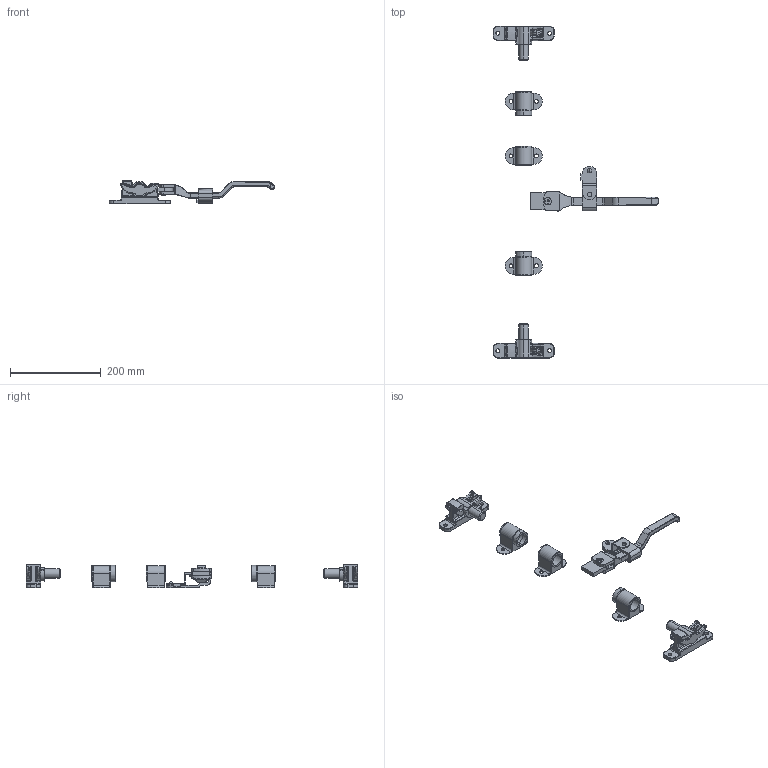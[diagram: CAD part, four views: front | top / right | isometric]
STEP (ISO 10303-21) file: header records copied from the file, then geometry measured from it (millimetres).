
FILE_DESCRIPTION (( 'STEP AP203' ), '1' );
FILE_NAME ('FA-1810-2A.STEP', '2018-12-20T05:24:06', ( '' ), ( '' ), 'SwSTEP 2.0', 'SolidWorks 2014', '' );
FILE_SCHEMA (( 'CONFIG_CONTROL_DESIGN' ));
Length unit declared in the file: millimetre
Products named in the file (13): FA-1810-2掛金_; FA-1810リング_; 廫帤寠晅嶮偹偠M8_M8亊25; FA-1810-2フック_; FA-1810僈僀僪僀儞僫乕_; FA-1810-2ベース_; FA-1810-2僷僀僾僗僥乕_; FA-1810-2A; FA-1810-2僴儞僪儖_ ; FA-1810-2A僷僀僾僈僀僪; FA-1810-2儕儀僢僩_; FA-1810-2僉乕僷乕_; FA-1810僷僀僾僈僀僪_
Assembly tree (17 placements, depth 3):
  FA-1810-2A
    FA-1810-2A僷僀僾僈僀僪  x3
      FA-1810僷僀僾僈僀僪_
      FA-1810僈僀僪僀儞僫乕_
    FA-1810リング_  x2
    FA-1810-2僷僀僾僗僥乕_
    FA-1810-2僉乕僷乕_  x2
    FA-1810-2フック_  x2
    FA-1810-2僴儞僪儖_ 
    FA-1810-2掛金_
    FA-1810-2ベース_
    FA-1810-2儕儀僢僩_
    廫帤寠晅嶮偹偠M8_M8亊25
Bounding box: 364.34 x 731 x 52.5 mm (x, y, z)
Volume: 475810.8 mm3; surface area: 187609 mm2
Topology: 18 solids, 18 shells, 805 faces, 1963 edges, 1189 vertices
Faces by surface type: cylinder 342, plane 209, torus 112, bspline 110, sphere 22, cone 10
Entity records: 17974 total; most frequent: CARTESIAN_POINT 5309, DIRECTION 2399, ORIENTED_EDGE 2366, EDGE_CURVE 1183, AXIS2_PLACEMENT_3D 962, VERTEX_POINT 718, EDGE_LOOP 525, CIRCLE 520
